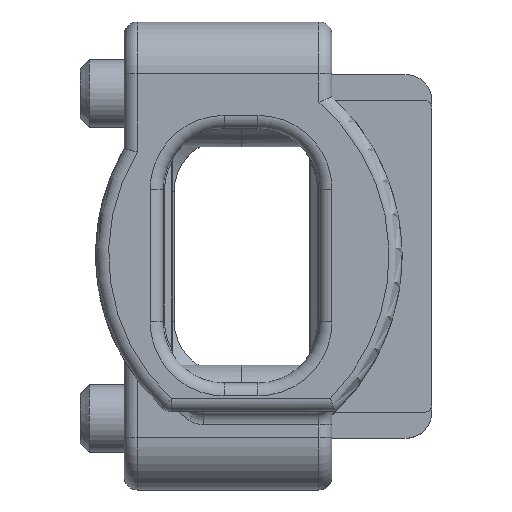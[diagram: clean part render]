
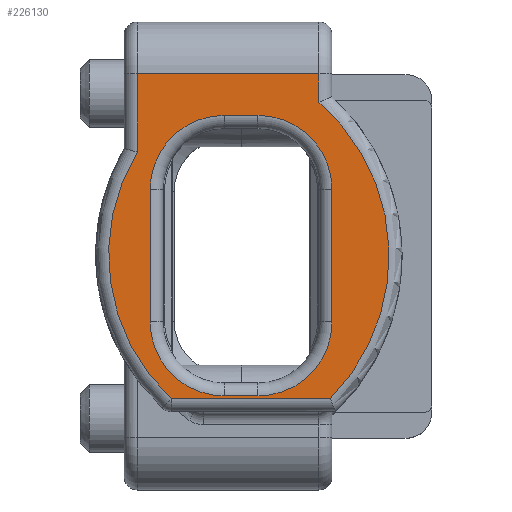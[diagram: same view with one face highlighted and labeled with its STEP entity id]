
A CAD part, top view. The second image highlights one B-rep face of the part: STEP entity #226130.
In plain terms, the highlighted face is planar.
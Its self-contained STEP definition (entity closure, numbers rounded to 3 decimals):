
#7840=CARTESIAN_POINT('',(0.,-46.791,-5.018));
#7850=DIRECTION('',(1.,0.,0.));
#7860=VECTOR('',#7850,1.);
#7870=LINE('',#7840,#7860);
#7880=CARTESIAN_POINT('',(29.213,-46.791,
-5.018));
#7890=VERTEX_POINT('',#7880);
#7900=CARTESIAN_POINT('',(32.224,-46.791,
-5.018));
#7910=VERTEX_POINT('',#7900);
#7920=EDGE_CURVE('',#7890,#7910,#7870,.T.);
#32270=CARTESIAN_POINT('',(22.674,-39.291,
-5.018));
#32280=VERTEX_POINT('',#32270);
#32310=CARTESIAN_POINT('',(22.674,-42.141,
-5.018));
#32320=DIRECTION('',(0.,0.,1.));
#32330=DIRECTION('',(1.,0.,0.));
#32340=AXIS2_PLACEMENT_3D('',#32310,#32320,#32330);
#32350=CIRCLE('',#32340,2.85);
#32360=CARTESIAN_POINT('',(19.824,-42.141,
-5.018));
#32370=VERTEX_POINT('',#32360);
#32380=EDGE_CURVE('',#32280,#32370,#32350,.T.);
#37920=CARTESIAN_POINT('',(30.624,-42.141,
-5.018));
#37930=VERTEX_POINT('',#37920);
#38110=CARTESIAN_POINT('',(30.624,-43.441,
-5.018));
#38120=VERTEX_POINT('',#38110);
#38150=CARTESIAN_POINT('',(30.624,-14.7,-5.018));
#38160=DIRECTION('',(0.,1.,0.));
#38170=VECTOR('',#38160,1.);
#38180=LINE('',#38150,#38170);
#38190=EDGE_CURVE('',#38120,#37930,#38180,.T.);
#68030=CARTESIAN_POINT('',(19.724,-45.483,
-5.018));
#68040=VERTEX_POINT('',#68030);
#69740=CARTESIAN_POINT('',(25.274,-40.291,
-5.018));
#69750=DIRECTION('',(0.,0.,-1.));
#69760=DIRECTION('',(-1.,0.,0.));
#69770=AXIS2_PLACEMENT_3D('',#69740,#69750,#69760);
#69780=CIRCLE('',#69770,7.6);
#69790=EDGE_CURVE('',#7890,#68040,#69780,.T.);
#70740=CARTESIAN_POINT('',(27.774,-46.291,
-5.018));
#70750=VERTEX_POINT('',#70740);
#70840=CARTESIAN_POINT('',(22.674,-46.291,
-5.018));
#70850=VERTEX_POINT('',#70840);
#70880=CARTESIAN_POINT('',(0.,-46.291,-5.018));
#70890=DIRECTION('',(-1.,0.,0.));
#70900=VECTOR('',#70890,1.);
#70910=LINE('',#70880,#70900);
#70920=EDGE_CURVE('',#70750,#70850,#70910,.T.);
#73110=CARTESIAN_POINT('',(27.774,-43.441,
-5.018));
#73120=DIRECTION('',(0.,0.,-1.));
#73130=DIRECTION('',(-1.,0.,0.));
#73140=AXIS2_PLACEMENT_3D('',#73110,#73120,#73130);
#73150=CIRCLE('',#73140,2.85);
#73160=EDGE_CURVE('',#38120,#70750,#73150,.T.);
#73330=CARTESIAN_POINT('',(19.824,-43.441,
-5.018));
#73340=VERTEX_POINT('',#73330);
#73370=CARTESIAN_POINT('',(22.674,-43.441,
-5.018));
#73380=DIRECTION('',(0.,0.,-1.));
#73390=DIRECTION('',(-1.,0.,0.));
#73400=AXIS2_PLACEMENT_3D('',#73370,#73380,#73390);
#73410=CIRCLE('',#73400,2.85);
#73420=EDGE_CURVE('',#70850,#73340,#73410,.T.);
#73970=CARTESIAN_POINT('',(27.774,-42.141,
-5.018));
#73980=DIRECTION('',(0.,0.,1.));
#73990=DIRECTION('',(1.,0.,0.));
#74000=AXIS2_PLACEMENT_3D('',#73970,#73980,#73990);
#74010=CIRCLE('',#74000,2.85);
#74020=CARTESIAN_POINT('',(27.774,-39.291,
-5.018));
#74030=VERTEX_POINT('',#74020);
#74040=EDGE_CURVE('',#37930,#74030,#74010,.T.);
#163360=CARTESIAN_POINT('',(0.,-39.291,-5.018));
#163370=DIRECTION('',(-1.,0.,0.));
#163380=VECTOR('',#163370,1.);
#163390=LINE('',#163360,#163380);
#163400=EDGE_CURVE('',#74030,#32280,#163390,.T.);
#163530=CARTESIAN_POINT('',(19.824,-14.7,-5.018));
#163540=DIRECTION('',(0.,-1.,0.));
#163550=VECTOR('',#163540,1.);
#163560=LINE('',#163530,#163550);
#163570=EDGE_CURVE('',#32370,#73340,#163560,.T.);
#225000=CARTESIAN_POINT('',(19.724,-14.7,-5.018));
#225010=DIRECTION('',(0.,-1.,0.));
#225020=VECTOR('',#225010,1.);
#225030=LINE('',#225000,#225020);
#225040=CARTESIAN_POINT('',(19.724,-39.36,
-5.018));
#225050=VERTEX_POINT('',#225040);
#225060=EDGE_CURVE('',#225050,#68040,#225030,.T.);
#225700=CARTESIAN_POINT('',(25.276,-49.141,
-5.018));
#225710=DIRECTION('',(-0.,0.,1.));
#225720=DIRECTION('',(0.,-1.,0.));
#225730=AXIS2_PLACEMENT_3D('',#225700,#225710,#225720);
#225740=PLANE('',#225730);
#225750=CARTESIAN_POINT('',(0.,-39.791,-5.018));
#225760=DIRECTION('',(1.,0.,0.));
#225770=VECTOR('',#225760,1.);
#225780=LINE('',#225750,#225770);
#225790=CARTESIAN_POINT('',(31.126,-39.791,
-5.018));
#225800=VERTEX_POINT('',#225790);
#225810=CARTESIAN_POINT('',(32.224,-39.791,
-5.018));
#225820=VERTEX_POINT('',#225810);
#225830=EDGE_CURVE('',#225800,#225820,#225780,.T.);
#225840=ORIENTED_EDGE('',*,*,#225830,.T.);
#225850=CARTESIAN_POINT('',(25.224,-44.891,
-5.018));
#225860=DIRECTION('',(0.,0.,1.));
#225870=DIRECTION('',(1.,0.,0.));
#225880=AXIS2_PLACEMENT_3D('',#225850,#225860,#225870);
#225890=CIRCLE('',#225880,7.8);
#225900=EDGE_CURVE('',#225800,#225050,#225890,.T.);
#225910=ORIENTED_EDGE('',*,*,#225900,.F.);
#225920=ORIENTED_EDGE('',*,*,#225060,.F.);
#225930=ORIENTED_EDGE('',*,*,#69790,.T.);
#225940=ORIENTED_EDGE('',*,*,#7920,.F.);
#225950=CARTESIAN_POINT('',(32.224,-14.7,-5.018));
#225960=DIRECTION('',(0.,1.,0.));
#225970=VECTOR('',#225960,1.);
#225980=LINE('',#225950,#225970);
#225990=EDGE_CURVE('',#7910,#225820,#225980,.T.);
#226000=ORIENTED_EDGE('',*,*,#225990,.F.);
#226010=EDGE_LOOP('',(#226000,#225940,#225930,#225920,#225910,#225840));
#226020=FACE_OUTER_BOUND('',#226010,.T.);
#226030=ORIENTED_EDGE('',*,*,#73160,.F.);
#226040=ORIENTED_EDGE('',*,*,#70920,.F.);
#226050=ORIENTED_EDGE('',*,*,#73420,.F.);
#226060=ORIENTED_EDGE('',*,*,#163570,.T.);
#226070=ORIENTED_EDGE('',*,*,#32380,.T.);
#226080=ORIENTED_EDGE('',*,*,#163400,.T.);
#226090=ORIENTED_EDGE('',*,*,#74040,.T.);
#226100=ORIENTED_EDGE('',*,*,#38190,.T.);
#226110=EDGE_LOOP('',(#226100,#226090,#226080,#226070,#226060,#226050,
#226040,#226030));
#226120=FACE_BOUND('',#226110,.T.);
#226130=ADVANCED_FACE('',(#226020,#226120),#225740,.F.);
